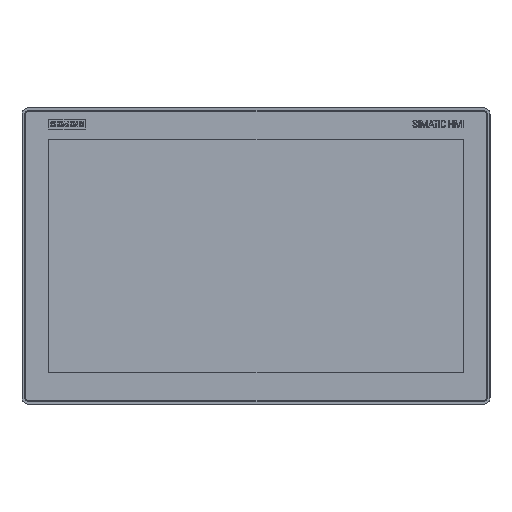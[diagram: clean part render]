
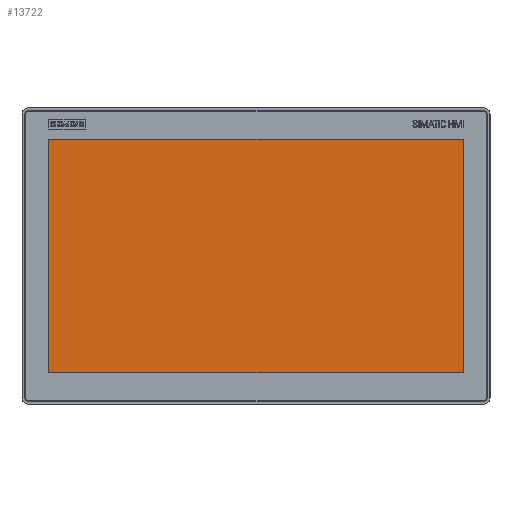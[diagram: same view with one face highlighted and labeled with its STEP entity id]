
A CAD part, top view. The second image highlights one B-rep face of the part: STEP entity #13722.
In plain terms, the highlighted planar face has unit normal (0, 0, 1).
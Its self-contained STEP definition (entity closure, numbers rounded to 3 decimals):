
#8770=LINE('',#51084,#11327);
#8771=LINE('',#51087,#11328);
#8772=LINE('',#51089,#11329);
#8773=LINE('',#51091,#11330);
#11327=VECTOR('',#43376,1.);
#11328=VECTOR('',#43377,1.);
#11329=VECTOR('',#43378,1.);
#11330=VECTOR('',#43379,1.);
#13722=ADVANCED_FACE('',(#17083),#15605,.T.);
#15605=PLANE('',#40012);
#17083=FACE_OUTER_BOUND('',#18932,.T.);
#18932=EDGE_LOOP('',(#22527,#22528,#22529,#22530));
#22527=ORIENTED_EDGE('',*,*,#34421,.F.);
#22528=ORIENTED_EDGE('',*,*,#34422,.F.);
#22529=ORIENTED_EDGE('',*,*,#34423,.F.);
#22530=ORIENTED_EDGE('',*,*,#34424,.F.);
#30928=VERTEX_POINT('',#51085);
#30929=VERTEX_POINT('',#51086);
#30930=VERTEX_POINT('',#51088);
#30931=VERTEX_POINT('',#51090);
#34421=EDGE_CURVE('',#30928,#30929,#8770,.T.);
#34422=EDGE_CURVE('',#30930,#30928,#8771,.T.);
#34423=EDGE_CURVE('',#30931,#30930,#8772,.T.);
#34424=EDGE_CURVE('',#30929,#30931,#8773,.T.);
#40012=AXIS2_PLACEMENT_3D('',#51092,#43380,#43381);
#43376=DIRECTION('',(0.,1.,0.));
#43377=DIRECTION('',(-1.,0.,0.));
#43378=DIRECTION('',(0.,-1.,0.));
#43379=DIRECTION('',(1.,0.,0.));
#43380=DIRECTION('',(0.,0.,1.));
#43381=DIRECTION('',(1.,0.,0.));
#51084=CARTESIAN_POINT('',(-390.242,-260.892,-16.91));
#51085=CARTESIAN_POINT('',(-390.242,-492.092,-16.91));
#51086=CARTESIAN_POINT('',(-390.242,-260.892,-16.91));
#51087=CARTESIAN_POINT('',(-390.242,-492.092,-16.91));
#51088=CARTESIAN_POINT('',(20.258,-492.092,-16.91));
#51089=CARTESIAN_POINT('',(20.258,-492.092,-16.91));
#51090=CARTESIAN_POINT('',(20.258,-260.892,-16.91));
#51091=CARTESIAN_POINT('',(20.258,-260.892,-16.91));
#51092=CARTESIAN_POINT('',(0.,0.,-16.91));
